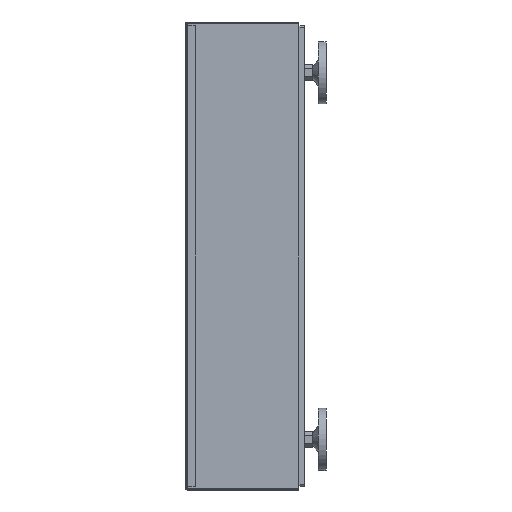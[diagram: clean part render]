
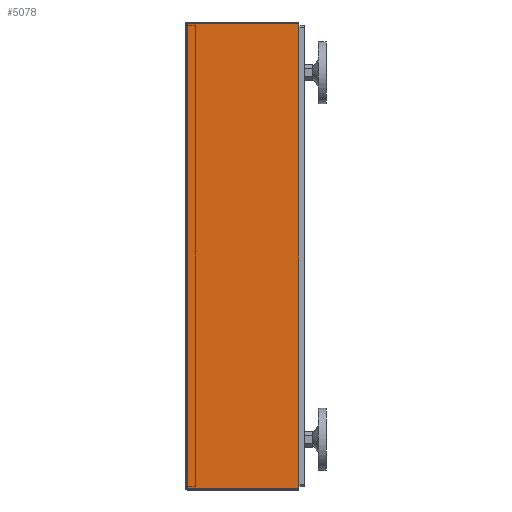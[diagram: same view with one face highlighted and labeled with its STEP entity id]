
A CAD part, left-side view. The second image highlights one B-rep face of the part: STEP entity #5078.
In plain terms, the highlighted planar face has unit normal (-1, 0, 0).
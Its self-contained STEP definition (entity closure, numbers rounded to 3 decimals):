
#216 = CARTESIAN_POINT ( 'NONE',  ( -400., -145., 298. ) ) ;
#398 = LINE ( 'NONE', #5462, #2816 ) ;
#434 = VERTEX_POINT ( 'NONE', #3229 ) ;
#951 = VERTEX_POINT ( 'NONE', #1624 ) ;
#1249 = DIRECTION ( 'NONE',  ( 0., 1., 0. ) ) ;
#1284 = ORIENTED_EDGE ( 'NONE', *, *, #4801, .F. ) ;
#1292 = EDGE_CURVE ( 'NONE', #434, #951, #2999, .T. ) ;
#1574 = VECTOR ( 'NONE', #1249, 1000. ) ;
#1624 = CARTESIAN_POINT ( 'NONE',  ( -400., -2., -298. ) ) ;
#1649 = LINE ( 'NONE', #3515, #1761 ) ;
#1669 = DIRECTION ( 'NONE',  ( 0., 0., -1. ) ) ;
#1695 = AXIS2_PLACEMENT_3D ( 'NONE', #216, #2868, #5104 ) ;
#1702 = VECTOR ( 'NONE', #1669, 1000. ) ;
#1761 = VECTOR ( 'NONE', #4874, 1000. ) ;
#1989 = VERTEX_POINT ( 'NONE', #5117 ) ;
#2031 = EDGE_CURVE ( 'NONE', #1989, #5346, #1649, .T. ) ;
#2541 = LINE ( 'NONE', #3931, #1574 ) ;
#2816 = VECTOR ( 'NONE', #3207, 1000. ) ;
#2861 = CARTESIAN_POINT ( 'NONE',  ( -400., -145., 298. ) ) ;
#2868 = DIRECTION ( 'NONE',  ( -1., 0., 0. ) ) ;
#2999 = LINE ( 'NONE', #4365, #1702 ) ;
#3132 = EDGE_CURVE ( 'NONE', #5346, #434, #2541, .T. ) ;
#3207 = DIRECTION ( 'NONE',  ( 0., 1., 0. ) ) ;
#3229 = CARTESIAN_POINT ( 'NONE',  ( -400., -2., 298. ) ) ;
#3515 = CARTESIAN_POINT ( 'NONE',  ( -400., -145., 298. ) ) ;
#3879 = EDGE_LOOP ( 'NONE', ( #4110, #5112, #1284, #5131 ) ) ;
#3931 = CARTESIAN_POINT ( 'NONE',  ( -400., -145., 298. ) ) ;
#4110 = ORIENTED_EDGE ( 'NONE', *, *, #3132, .T. ) ;
#4271 = FACE_OUTER_BOUND ( 'NONE', #3879, .T. ) ;
#4365 = CARTESIAN_POINT ( 'NONE',  ( -400., -2., 298. ) ) ;
#4801 = EDGE_CURVE ( 'NONE', #1989, #951, #398, .T. ) ;
#4874 = DIRECTION ( 'NONE',  ( 0., 0., 1. ) ) ;
#5078 = ADVANCED_FACE ( 'NONE', ( #4271 ), #5134, .T. ) ;
#5104 = DIRECTION ( 'NONE',  ( 0., 0., 1. ) ) ;
#5112 = ORIENTED_EDGE ( 'NONE', *, *, #1292, .T. ) ;
#5117 = CARTESIAN_POINT ( 'NONE',  ( -400., -145., -298. ) ) ;
#5131 = ORIENTED_EDGE ( 'NONE', *, *, #2031, .T. ) ;
#5134 = PLANE ( 'NONE',  #1695 ) ;
#5346 = VERTEX_POINT ( 'NONE', #2861 ) ;
#5462 = CARTESIAN_POINT ( 'NONE',  ( -400., -145., -298. ) ) ;
